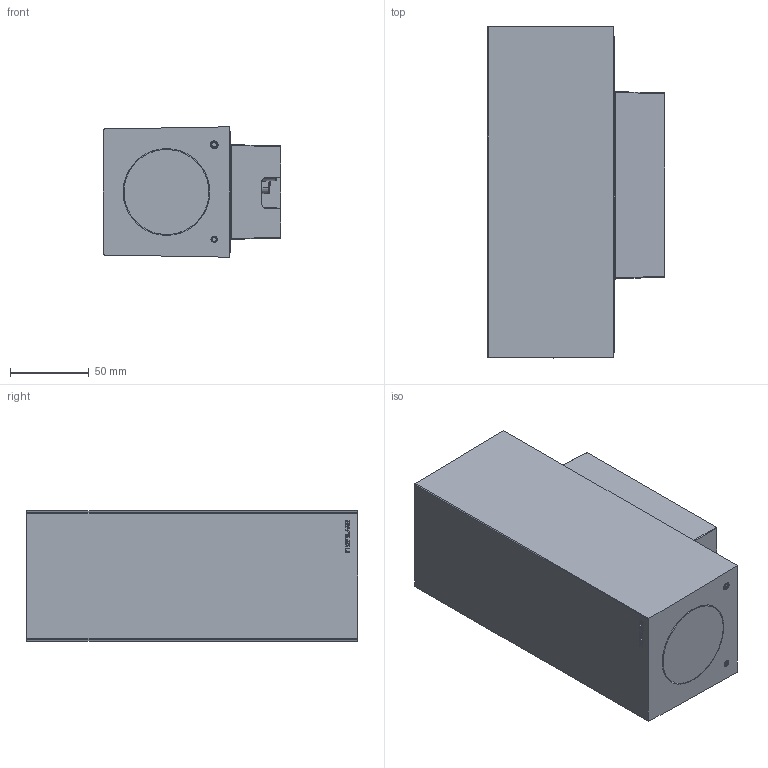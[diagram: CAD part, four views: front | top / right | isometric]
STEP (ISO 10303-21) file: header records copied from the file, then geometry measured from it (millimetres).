
FILE_DESCRIPTION (( 'STEP AP203' ), '1' );
FILE_NAME ('SANDVIK_short.STEP', '2024-02-02T07:44:37', ( '' ), ( '' ), 'SwSTEP 2.0', 'SolidWorks 2022', '' );
FILE_SCHEMA (( 'CONFIG_CONTROL_DESIGN' ));
Length unit declared in the file: millimetre
Products named in the file (8): M144_Przód kom_rs_M144W2 Gu10; SANDVIK_short; M144_Tył_rs_xxxM144W5 Obr; M144_Przód_rs_M144W7 Obr; M144_Szybka_rs_W3; socket set screw cone point_din_DIN 914 - M4 x 8-N; M144_Tył kom_rs_M144W2_GU10; socket set screw cone point_iso_ISO 4027 - M5 x 10-N
Assembly tree (8 placements, depth 3):
  SANDVIK_short
    M144_Tył kom_rs_M144W2_GU10
      M144_Tył_rs_xxxM144W5 Obr
    M144_Przód kom_rs_M144W2 Gu10
      M144_Przód_rs_M144W7 Obr
      M144_Szybka_rs_W3  x2
      socket set screw cone point_iso_ISO 4027 - M5 x 10-N
      socket set screw cone point_din_DIN 914 - M4 x 8-N
Bounding box: 112.41 x 210.7 x 82.79 mm (x, y, z)
Volume: 486470.2 mm3; surface area: 195423 mm2
Topology: 6 solids, 6 shells, 691 faces, 1637 edges, 981 vertices
Faces by surface type: plane 240, cylinder 187, bspline 96, cone 92, torus 45, sphere 31
Entity records: 22418 total; most frequent: CARTESIAN_POINT 6620, ORIENTED_EDGE 3194, DIRECTION 3005, EDGE_CURVE 1597, AXIS2_PLACEMENT_3D 1101, VERTEX_POINT 973, VECTOR 803, LINE 803
